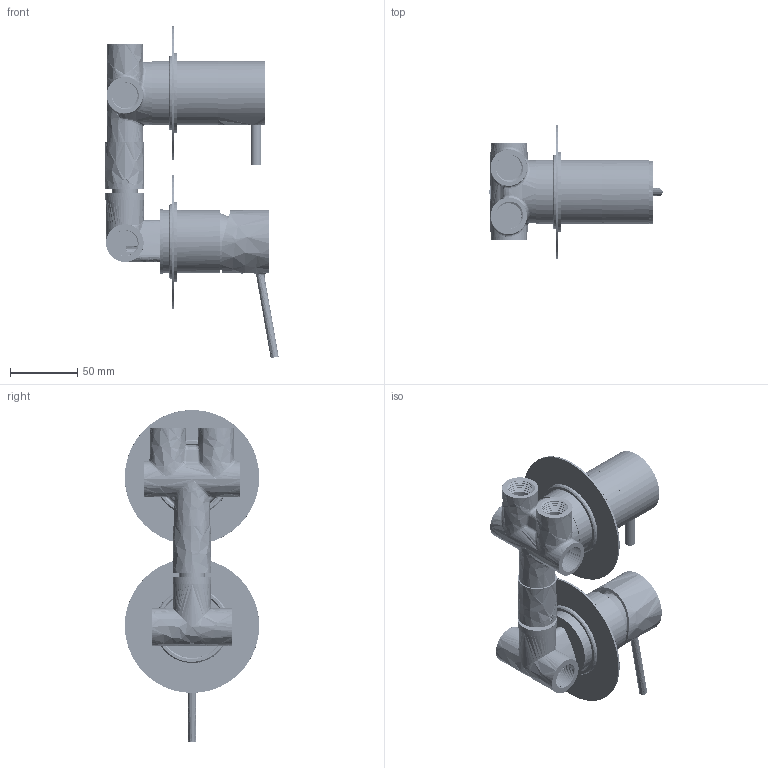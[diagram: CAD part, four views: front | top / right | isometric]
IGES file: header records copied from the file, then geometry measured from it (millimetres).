
Global section: file name: 94HTUNIC4FMR01M0.igs; native system: Rhinoceros ( Nov 12 2013 ); preprocessor: Trout Lake IGES 012 Nov 12 2013; date: 160614.152709; units: millimetre
Bounding box: 128.93 x 100 x 247.02 mm (x, y, z)
Surface area: 192961.2 mm2 (no closed solid volume)
Topology: 0 solids, 0 shells, 1151 faces, 38442 edges, 38428 vertices
Faces by surface type: bspline 1151
